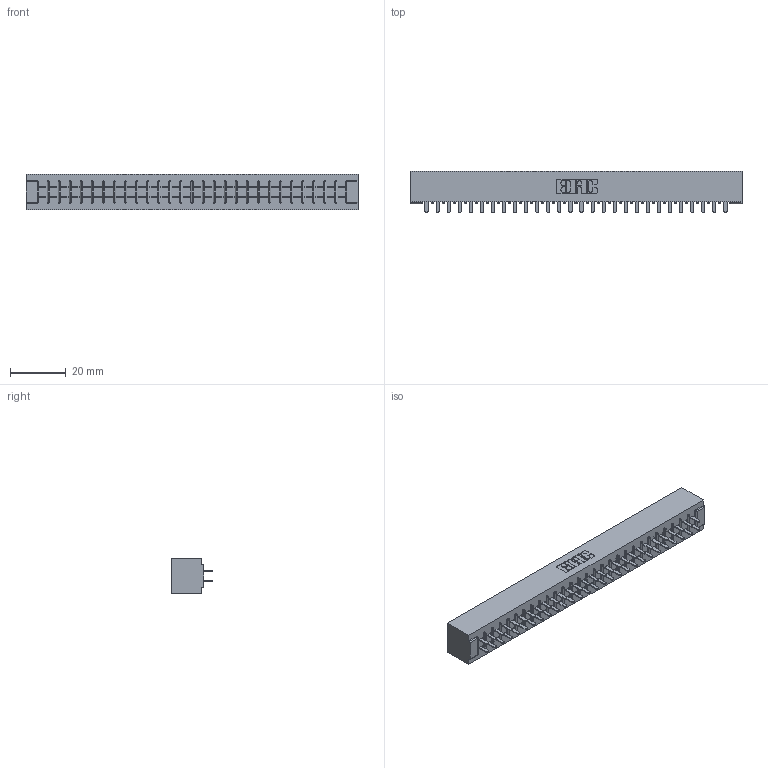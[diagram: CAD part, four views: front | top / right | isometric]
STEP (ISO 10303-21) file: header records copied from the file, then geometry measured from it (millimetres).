
FILE_DESCRIPTION (( 'STEP AP203' ), '1' );
FILE_NAME ('305-056-521-501.STEP', '2019-09-09T23:45:49', ( '' ), ( '' ), 'SwSTEP 2.0', 'SolidWorks 2016', '' );
FILE_SCHEMA (( 'CONFIG_CONTROL_DESIGN' ));
Length unit declared in the file: inch
Products named in the file (3): 305 Part_No Mounting; 305-056-521-501; 305-290-001_521
Assembly tree (57 placements, depth 2):
  305-056-521-501
    305 Part_No Mounting
    305-290-001_521  x56
Bounding box: 118.82 x 14.86 x 12.7 mm (x, y, z)
Volume: 12356.3 mm3; surface area: 16162.8 mm2
Topology: 57 solids, 57 shells, 2684 faces, 7656 edges, 4952 vertices
Faces by surface type: plane 1576, cylinder 996, sphere 112
Entity records: 31623 total; most frequent: CARTESIAN_POINT 5230, ORIENTED_EDGE 5188, DIRECTION 5068, EDGE_CURVE 2594, LINE 2088, VECTOR 2088, VERTEX_POINT 1652, AXIS2_PLACEMENT_3D 1490
